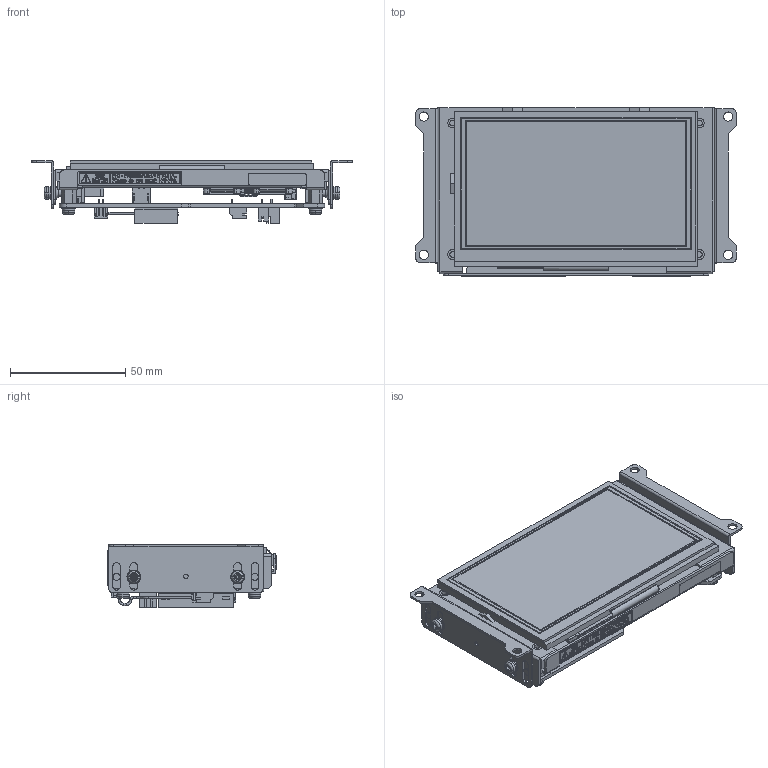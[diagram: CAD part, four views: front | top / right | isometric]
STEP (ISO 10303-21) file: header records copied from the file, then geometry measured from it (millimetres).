
FILE_DESCRIPTION(/* description */ (''),/* implementation_level */ '2;1');
FILE_NAME(/* name */ '',/* time_stamp */ '2024-04-11T16:17:26+09:00',/* author */ (''),/* organization */ (''),/* preprocessor_version */ 'ST-DEVELOPER v18.1',/* originating_system */ 'Autodesk Inventor 2020',/* authorisation */ '');
FILE_SCHEMA (('AUTOMOTIVE_DESIGN { 1 0 10303 214 3 1 1 }'));
Products named in the file (1): HP_IS731-4WQ1-D24
Bounding box: 139 x 73.2 x 27.26 mm (x, y, z)
Volume: 74622.7 mm3; surface area: 73610.4 mm2
Topology: 1 solids, 15 shells, 6109 faces, 17256 edges, 11271 vertices
Faces by surface type: plane 4610, cylinder 852, bspline 547, torus 46, sphere 36, cone 18
Full cylindrical faces by diameter (mm): 0.3 x1, 1 x10, 1.2 x2, 1.328 x1, 2 x2, 2.459 x4, 3 x12, 3.5 x8, 3.7 x3, 4 x6, 4.24 x4, 4.25 x4, 6.5 x4, 8 x5
Entity records: 200181 total; most frequent: CARTESIAN_POINT 43792, ORIENTED_EDGE 34504, DIRECTION 29122, EDGE_CURVE 17252, LINE 13956, VECTOR 13956, VERTEX_POINT 11271, AXIS2_PLACEMENT_3D 7583
